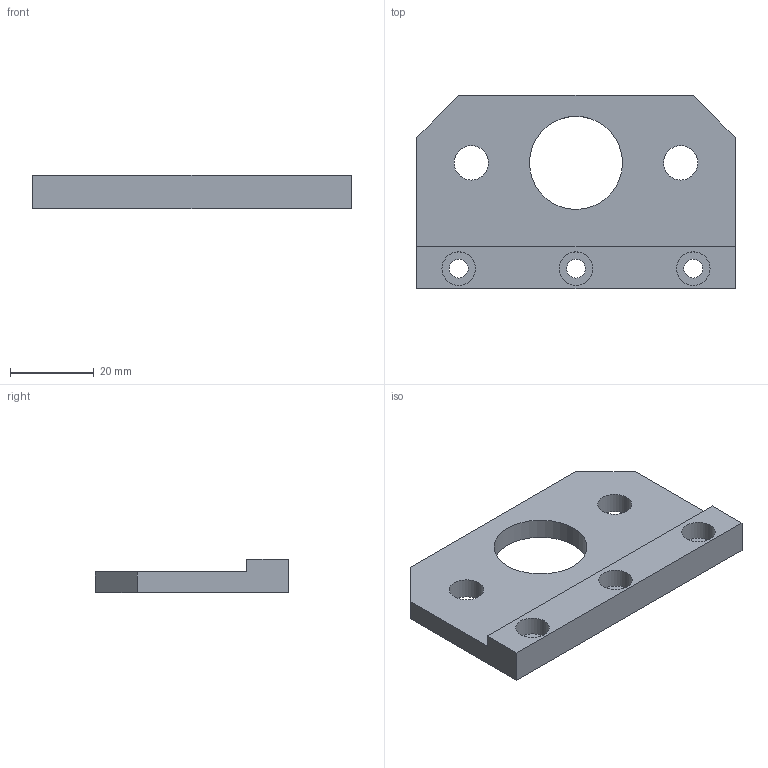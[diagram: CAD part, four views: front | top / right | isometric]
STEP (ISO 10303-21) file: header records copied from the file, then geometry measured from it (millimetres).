
FILE_DESCRIPTION(/* description */ ('Trava Frontal Cilindro MA20X50SCA','CAx-IF Rec.Pracs.---Representation and Presentation of Product Manufacturing Information (PMI)---4.0---2014-10-13'),/* implementation_level */ '2;1');
FILE_NAME(/* name */ '',/* time_stamp */ '2025-10-01T11:13:48-04:00',/* author */ ('wandr'),/* organization */ ('ELGIN'),/* preprocessor_version */ 'ST-DEVELOPER v20.1',/* originating_system */ 'Autodesk Inventor 2026',/* authorisation */ '');
FILE_SCHEMA (('AP242_MANAGED_MODEL_BASED_3D_ENGINEERING_MIM_LF { 1 0 10303 442 2 1 4 }'));
Length unit declared in the file: millimetre
Products named in the file (1): MD09-00-011
Bounding box: 76 x 46.1 x 8 mm (x, y, z)
Volume: 15978.6 mm3; surface area: 8502.2 mm2
Topology: 1 solids, 1 shells, 22 faces, 51 edges, 34 vertices
Faces by surface type: plane 13, cylinder 9
Full cylindrical faces by diameter (mm): 4.5 x3, 8 x3, 8.2 x2, 22.2 x1
Entity records: 929 total; most frequent: CARTESIAN_POINT 166, DIRECTION 149, ORIENTED_EDGE 102, AXIS2_PLACEMENT_3D 58, EDGE_CURVE 51, EDGE_LOOP 37, VERTEX_POINT 34, LINE 33
